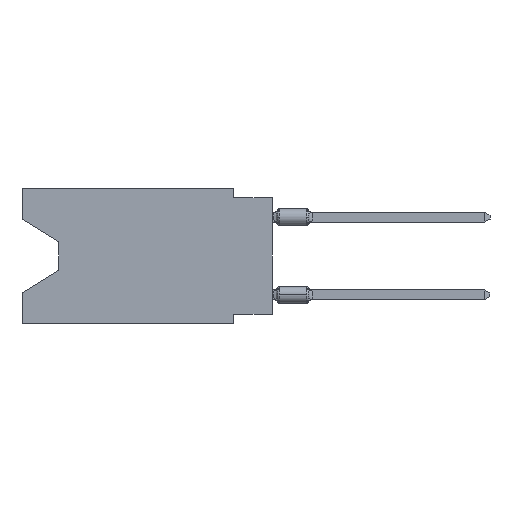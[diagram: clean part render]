
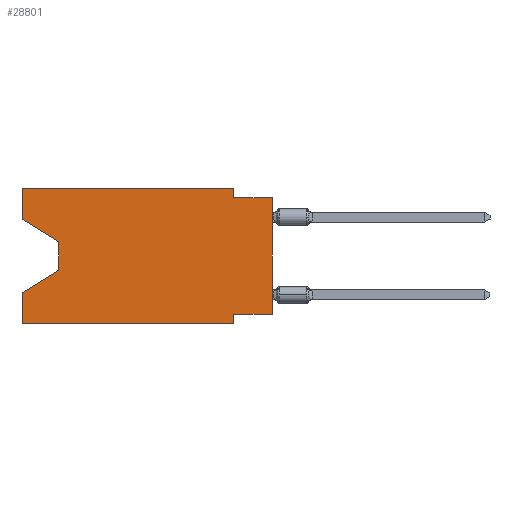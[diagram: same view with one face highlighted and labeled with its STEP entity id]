
A CAD part, left-side view. The second image highlights one B-rep face of the part: STEP entity #28801.
In plain terms, the highlighted planar face has unit normal (-1, 0, 0).
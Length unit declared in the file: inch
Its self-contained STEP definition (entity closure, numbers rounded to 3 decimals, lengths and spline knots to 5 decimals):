
#1 = ORIENTED_EDGE ( 'NONE', *, *, #19609, .F. ) ;
#745 = CARTESIAN_POINT ( 'NONE',  ( 0., 0.1, -0.325 ) ) ;
#1114 = DIRECTION ( 'NONE',  ( 0., -1., 0. ) ) ;
#1519 = LINE ( 'NONE', #49645, #17237 ) ;
#2288 = DIRECTION ( 'NONE',  ( 0., 0., 1. ) ) ;
#2399 = VERTEX_POINT ( 'NONE', #45183 ) ;
#2566 = CARTESIAN_POINT ( 'NONE',  ( 0., 0.645, 0. ) ) ;
#3892 = LINE ( 'NONE', #16700, #19739 ) ;
#4243 = CARTESIAN_POINT ( 'NONE',  ( 0., 0.645, -0.08025 ) ) ;
#4579 = DIRECTION ( 'NONE',  ( 0., 0.855, -0.519 ) ) ;
#4730 = VECTOR ( 'NONE', #4579, 39.37008 ) ;
#5794 = VECTOR ( 'NONE', #2288, 39.37008 ) ;
#5946 = DIRECTION ( 'NONE',  ( 1., 0., 0. ) ) ;
#6306 = VERTEX_POINT ( 'NONE', #4243 ) ;
#6632 = DIRECTION ( 'NONE',  ( 0., 0., -1. ) ) ;
#8182 = CARTESIAN_POINT ( 'NONE',  ( 0., 0.645, -0.08025 ) ) ;
#8227 = ORIENTED_EDGE ( 'NONE', *, *, #44521, .T. ) ;
#9154 = VECTOR ( 'NONE', #37925, 39.37008 ) ;
#9776 = CARTESIAN_POINT ( 'NONE',  ( 0., 0., -0.025 ) ) ;
#10889 = EDGE_CURVE ( 'NONE', #13585, #34796, #43556, .T. ) ;
#11984 = CARTESIAN_POINT ( 'NONE',  ( 0., 0., -0.325 ) ) ;
#12227 = DIRECTION ( 'NONE',  ( 0., 0., -1. ) ) ;
#13112 = LINE ( 'NONE', #30474, #4730 ) ;
#13303 = CARTESIAN_POINT ( 'NONE',  ( 0., 0.1, 0. ) ) ;
#13585 = VERTEX_POINT ( 'NONE', #13303 ) ;
#13916 = CARTESIAN_POINT ( 'NONE',  ( 0., 0., -0.325 ) ) ;
#14553 = VERTEX_POINT ( 'NONE', #49661 ) ;
#14741 = CARTESIAN_POINT ( 'NONE',  ( 0., 0.645, 0. ) ) ;
#14983 = ORIENTED_EDGE ( 'NONE', *, *, #50103, .T. ) ;
#15140 = DIRECTION ( 'NONE',  ( 0., 0., 1. ) ) ;
#15416 = LINE ( 'NONE', #54464, #21462 ) ;
#16700 = CARTESIAN_POINT ( 'NONE',  ( 0., 0.645, -0.35 ) ) ;
#16709 = VERTEX_POINT ( 'NONE', #13916 ) ;
#16901 = VECTOR ( 'NONE', #1114, 39.37008 ) ;
#17237 = VECTOR ( 'NONE', #6632, 39.37008 ) ;
#17343 = CARTESIAN_POINT ( 'NONE',  ( 0., 0.645, 0. ) ) ;
#17570 = ORIENTED_EDGE ( 'NONE', *, *, #10889, .F. ) ;
#17692 = DIRECTION ( 'NONE',  ( 0., 0., 1. ) ) ;
#18590 = EDGE_CURVE ( 'NONE', #26393, #14553, #1519, .T. ) ;
#18870 = EDGE_CURVE ( 'NONE', #16709, #23046, #39627, .T. ) ;
#19498 = ORIENTED_EDGE ( 'NONE', *, *, #18590, .T. ) ;
#19570 = ORIENTED_EDGE ( 'NONE', *, *, #41722, .F. ) ;
#19609 = EDGE_CURVE ( 'NONE', #38588, #46550, #20706, .T. ) ;
#19739 = VECTOR ( 'NONE', #22121, 39.37008 ) ;
#20630 = EDGE_CURVE ( 'NONE', #6306, #26393, #52024, .T. ) ;
#20706 = LINE ( 'NONE', #24714, #53180 ) ;
#21462 = VECTOR ( 'NONE', #15140, 39.37008 ) ;
#21518 = EDGE_CURVE ( 'NONE', #34796, #23046, #50087, .T. ) ;
#22121 = DIRECTION ( 'NONE',  ( 0., -1., 0. ) ) ;
#22988 = ORIENTED_EDGE ( 'NONE', *, *, #28609, .F. ) ;
#23046 = VERTEX_POINT ( 'NONE', #9776 ) ;
#24318 = ORIENTED_EDGE ( 'NONE', *, *, #18870, .T. ) ;
#24714 = CARTESIAN_POINT ( 'NONE',  ( 0., 0.1, -0.35 ) ) ;
#24967 = VERTEX_POINT ( 'NONE', #17343 ) ;
#25553 = DIRECTION ( 'NONE',  ( 0., -0.855, -0.519 ) ) ;
#26393 = VERTEX_POINT ( 'NONE', #54986 ) ;
#28609 = EDGE_CURVE ( 'NONE', #24967, #13585, #33046, .T. ) ;
#28801 = ADVANCED_FACE ( 'NONE', ( #48676 ), #53791, .F. ) ;
#29625 = LINE ( 'NONE', #11984, #9154 ) ;
#30017 = VECTOR ( 'NONE', #36752, 39.37008 ) ;
#30474 = CARTESIAN_POINT ( 'NONE',  ( 0., 0.55, -0.212 ) ) ;
#30490 = CARTESIAN_POINT ( 'NONE',  ( 0., 0., 0. ) ) ;
#32444 = ORIENTED_EDGE ( 'NONE', *, *, #20630, .T. ) ;
#33046 = LINE ( 'NONE', #50424, #30017 ) ;
#34129 = VECTOR ( 'NONE', #12227, 39.37008 ) ;
#34796 = VERTEX_POINT ( 'NONE', #53566 ) ;
#36752 = DIRECTION ( 'NONE',  ( 0., -1., 0. ) ) ;
#37925 = DIRECTION ( 'NONE',  ( 0., 1., 0. ) ) ;
#38588 = VERTEX_POINT ( 'NONE', #745 ) ;
#38706 = VECTOR ( 'NONE', #25553, 39.37008 ) ;
#39627 = LINE ( 'NONE', #30490, #41818 ) ;
#39888 = CARTESIAN_POINT ( 'NONE',  ( 0., 0.645, -0.26975 ) ) ;
#41722 = EDGE_CURVE ( 'NONE', #16709, #38588, #29625, .T. ) ;
#41818 = VECTOR ( 'NONE', #17692, 39.37008 ) ;
#42698 = ORIENTED_EDGE ( 'NONE', *, *, #48730, .F. ) ;
#43313 = EDGE_LOOP ( 'NONE', ( #32444, #19498, #8227, #42698, #14983, #1, #19570, #24318, #56167, #17570, #22988, #45940 ) ) ;
#43556 = LINE ( 'NONE', #51528, #34129 ) ;
#43840 = DIRECTION ( 'NONE',  ( 0., 0., -1. ) ) ;
#44521 = EDGE_CURVE ( 'NONE', #14553, #44668, #13112, .T. ) ;
#44668 = VERTEX_POINT ( 'NONE', #39888 ) ;
#45183 = CARTESIAN_POINT ( 'NONE',  ( 0., 0.645, -0.35 ) ) ;
#45556 = AXIS2_PLACEMENT_3D ( 'NONE', #14741, #5946, #43840 ) ;
#45940 = ORIENTED_EDGE ( 'NONE', *, *, #45950, .F. ) ;
#45950 = EDGE_CURVE ( 'NONE', #6306, #24967, #54128, .T. ) ;
#46550 = VERTEX_POINT ( 'NONE', #54678 ) ;
#48676 = FACE_OUTER_BOUND ( 'NONE', #43313, .T. ) ;
#48730 = EDGE_CURVE ( 'NONE', #2399, #44668, #15416, .T. ) ;
#49645 = CARTESIAN_POINT ( 'NONE',  ( 0., 0.55, -0.138 ) ) ;
#49661 = CARTESIAN_POINT ( 'NONE',  ( 0., 0.55, -0.212 ) ) ;
#49783 = DIRECTION ( 'NONE',  ( 0., 0., -1. ) ) ;
#50087 = LINE ( 'NONE', #53807, #16901 ) ;
#50103 = EDGE_CURVE ( 'NONE', #2399, #46550, #3892, .T. ) ;
#50424 = CARTESIAN_POINT ( 'NONE',  ( 0., 0.645, 0. ) ) ;
#51528 = CARTESIAN_POINT ( 'NONE',  ( 0., 0.1, 0. ) ) ;
#52024 = LINE ( 'NONE', #8182, #38706 ) ;
#53180 = VECTOR ( 'NONE', #49783, 39.37008 ) ;
#53566 = CARTESIAN_POINT ( 'NONE',  ( 0., 0.1, -0.025 ) ) ;
#53791 = PLANE ( 'NONE',  #45556 ) ;
#53807 = CARTESIAN_POINT ( 'NONE',  ( 0., 0., -0.025 ) ) ;
#54128 = LINE ( 'NONE', #2566, #5794 ) ;
#54464 = CARTESIAN_POINT ( 'NONE',  ( 0., 0.645, 0. ) ) ;
#54678 = CARTESIAN_POINT ( 'NONE',  ( 0., 0.1, -0.35 ) ) ;
#54986 = CARTESIAN_POINT ( 'NONE',  ( 0., 0.55, -0.138 ) ) ;
#56167 = ORIENTED_EDGE ( 'NONE', *, *, #21518, .F. ) ;
